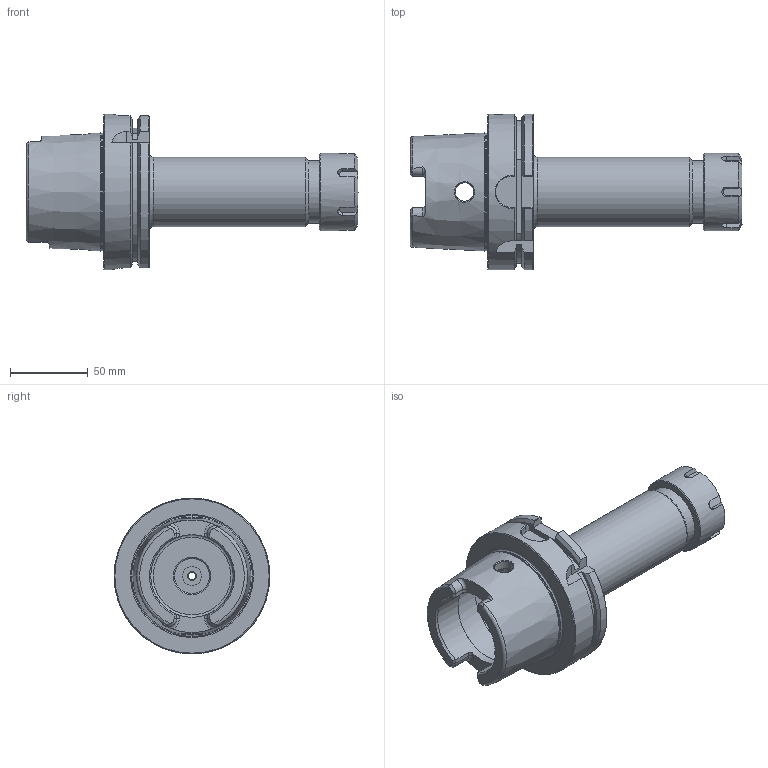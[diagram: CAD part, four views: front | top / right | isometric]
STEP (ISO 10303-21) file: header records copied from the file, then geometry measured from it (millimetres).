
FILE_DESCRIPTION((''),'2;1');
FILE_NAME('H100-32ER642.stp','2014-08-08T16:17:49',('kaykin'),(''),'Autodesk Inventor 2012','Autodesk Inventor 2012','');
FILE_SCHEMA(('AUTOMOTIVE_DESIGN { 1 0 10303 214 1 1 1 1 }'));
Length unit declared in the file: inch
Products named in the file (5): H100-32ER642; H100-32ER630; H100-32ER630-1; BS-18; 32ERPN
Assembly tree (4 placements, depth 3):
  H100-32ER642
    H100-32ER630
      H100-32ER630-1
      BS-18
    32ERPN
Bounding box: 213.07 x 100 x 100 mm (x, y, z)
Volume: 410520.3 mm3; surface area: 84364.9 mm2
Topology: 3 solids, 3 shells, 195 faces, 485 edges, 302 vertices
Faces by surface type: plane 74, cone 47, cylinder 45, torus 18, bspline 11
Full cylindrical faces by diameter (mm): 7.112 x1, 10 x1, 12 x3, 17.78 x2, 20.371 x1, 20.447 x1, 22.377 x1, 23.5 x1, 25.016 x1, 27 x1, 30.48 x1, 33.147 x1, 38.684 x1, 40 x1, 40.513 x1, 44.45 x1, 49.733 x1, 53 x2, 63 x1, 75.364 x1, 100 x1
Entity records: 6486 total; most frequent: CARTESIAN_POINT 2116, DIRECTION 817, ORIENTED_EDGE 814, EDGE_CURVE 407, AXIS2_PLACEMENT_3D 343, VERTEX_POINT 288, EDGE_LOOP 275, FACE_OUTER_BOUND 195
